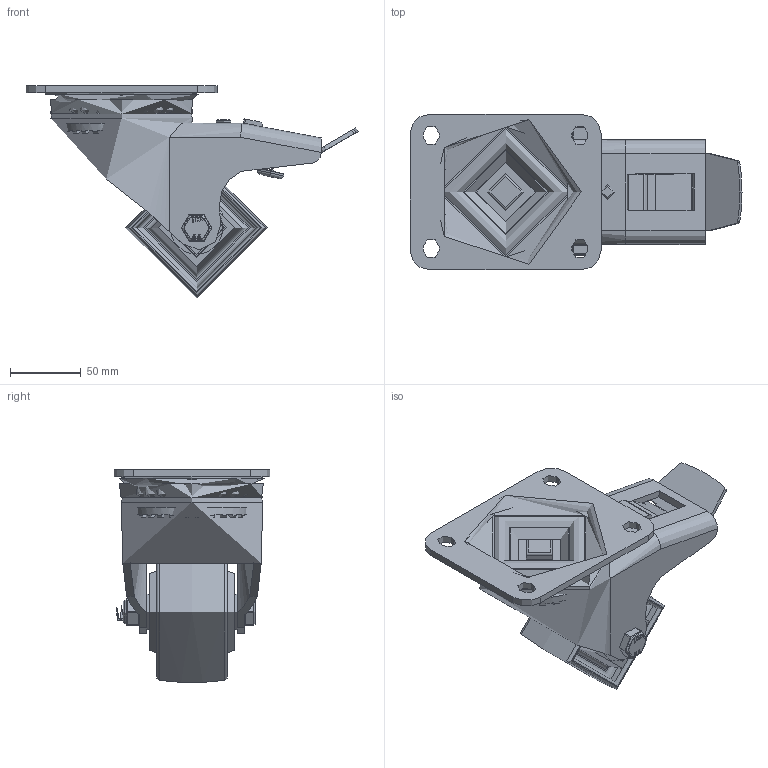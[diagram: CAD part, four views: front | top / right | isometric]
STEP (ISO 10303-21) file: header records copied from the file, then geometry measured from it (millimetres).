
FILE_DESCRIPTION(/* description */ ('','CAx-IF Rec.Pracs.---Representation and Presentation of Product Manufacturing Information (PMI)---4.0---2014-10-13'),/* implementation_level */ '2;1');
FILE_NAME(/* name */ 'V52Q100NYJP05.step',/* time_stamp */ '2025-03-04T16:49:53Z',/* author */ (''),/* organization */ (''),/* preprocessor_version */ 'ST-DEVELOPER v20',/* originating_system */ 'Autodesk Translation Framework v13.20.0.188',/* authorisation */ '');
FILE_SCHEMA (('AP242_MANAGED_MODEL_BASED_3D_ENGINEERING_MIM_LF { 1 0 10303 442 1 1 4 }'));
Products named in the file (38): V52Q100NYJP05; V52Q100ASSYP05 - 64 v1; TOP PLATE; bolt; ball bearings; FORKS; BEARING SEAL; BRAKE PEDAL; Component8; Component9; Component10; K100NYJ20 v3; NYLON WHEEL; BEARING6004 v1; BEARING6004; METAL; MIDDLE; BALL BEARINGS_1; Component1; RUBBER; BEARING6004 v1 (1); BEARING6004 (1); METAL (1); MIDDLE (1); BALL BEARINGS (1); Component1 (1); RUBBER (1); BEARING SPACER; TH20X2X12 v1; ZINC PLATED HEADED SPACER; TH20X2X12 v1 (1); ZINC PLATED HEADED SPACER (1); HEXBOLTM12X90Z8.8 v2; GRADE 8.8 ZINC PLATED BOLT; NYLOCM12Z v1; NYLOC NUT; NUT; RUBBER (2)
Assembly tree (53 placements, depth 6):
  V52Q100NYJP05
    V52Q100ASSYP05 - 64 v1
      TOP PLATE
        bolt
        ball bearings
      FORKS
      BEARING SEAL
      BRAKE PEDAL
      Component8
        Component9
          Component10
    K100NYJ20 v3
      NYLON WHEEL
      BEARING6004 v1
        BEARING6004
          METAL
          MIDDLE
          BALL BEARINGS_1
            Component1  x9
          RUBBER
      BEARING6004 v1 (1)
        BEARING6004 (1)
          METAL (1)
          MIDDLE (1)
          BALL BEARINGS (1)
            Component1 (1)  x9
          RUBBER (1)
      BEARING SPACER
    TH20X2X12 v1
      ZINC PLATED HEADED SPACER
    TH20X2X12 v1 (1)
      ZINC PLATED HEADED SPACER (1)
    HEXBOLTM12X90Z8.8 v2
      GRADE 8.8 ZINC PLATED BOLT
    NYLOCM12Z v1
      NYLOC NUT
        NUT
        RUBBER (2)
Bounding box: 234.5 x 110 x 150.31 mm (x, y, z)
Volume: 602619.8 mm3; surface area: 232614.6 mm2
Topology: 65 solids, 65 shells, 1534 faces, 3915 edges, 2553 vertices
Faces by surface type: plane 652, bspline 422, cylinder 337, sphere 76, torus 37, cone 10
Full cylindrical faces by diameter (mm): 6 x3, 8 x18, 8.141 x12, 9.836 x16, 9.85 x12, 10 x2, 11.834 x16, 12 x6, 12.2 x4, 14 x2, 17.75 x1, 18.5 x1, 19.8 x2, 20 x2, 21 x1, 24 x2, 25 x11, 26 x6, 27 x8, 35 x4, 36 x4, 37 x5, 38 x10, 42 x4, 55 x2, 65 x1, 65.563 x1, 81 x1, 85 x2, 90 x1
Entity records: 60305 total; most frequent: CARTESIAN_POINT 25180, ORIENTED_EDGE 7630, DIRECTION 5902, EDGE_CURVE 3815, VERTEX_POINT 2517, AXIS2_PLACEMENT_3D 1988, LINE 1926, VECTOR 1926
